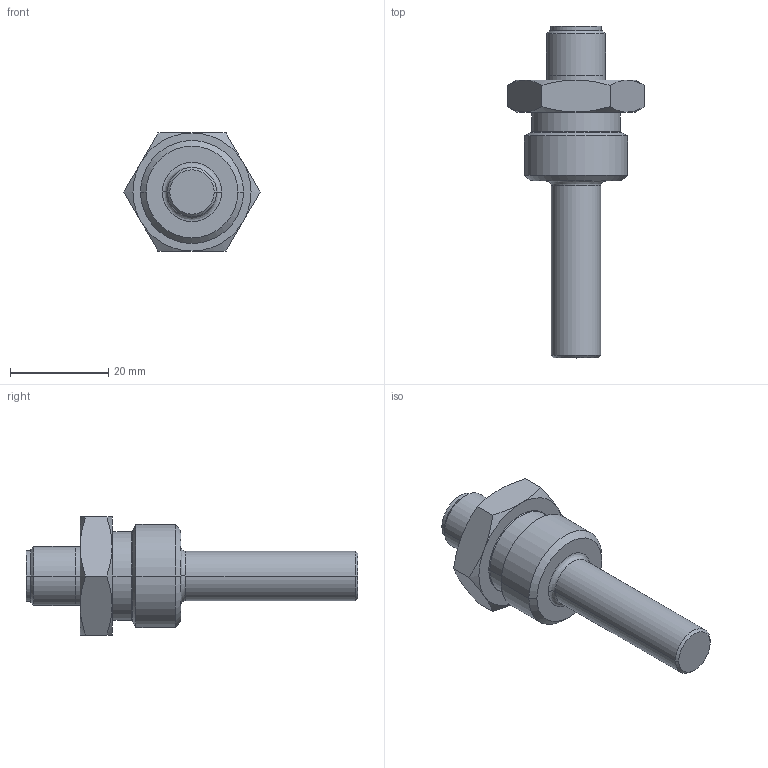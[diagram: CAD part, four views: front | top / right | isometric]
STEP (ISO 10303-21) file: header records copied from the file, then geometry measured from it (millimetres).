
FILE_DESCRIPTION((''),'2;1');
FILE_NAME('G1_2B_RUND_10X50','2022-02-21T10:30:50',('schwerb'),(''),'CREO PARAMETRIC BY PTC INC, 2020454','CREO PARAMETRIC BY PTC INC, 2020454','');
FILE_SCHEMA(('AP242_MANAGED_MODEL_BASED_3D_ENGINEERING_MIM_LF { 1 0 10303 442 1 1 4 }'));
Length unit declared in the file: millimetre
Products named in the file (1): G1_2B_RUND_10X50
Bounding box: 27.71 x 67.5 x 24 mm (x, y, z)
Volume: 9238.5 mm3; surface area: 6725.5 mm2
Topology: 1 solids, 5 shells, 133 faces, 300 edges, 179 vertices
Faces by surface type: bspline 133
Entity records: 6197 total; most frequent: CARTESIAN_POINT 3241, ORIENTED_EDGE 572, DIRECTION 408, EDGE_CURVE 290, VERTEX_POINT 179, AXIS2_PLACEMENT_3D 157, CIRCLE 156, EDGE_LOOP 151
